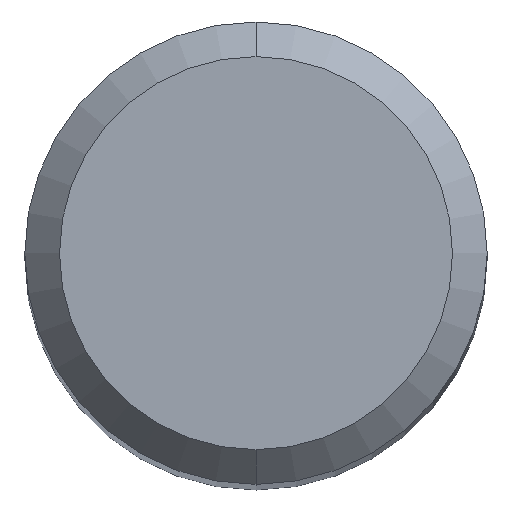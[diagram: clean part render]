
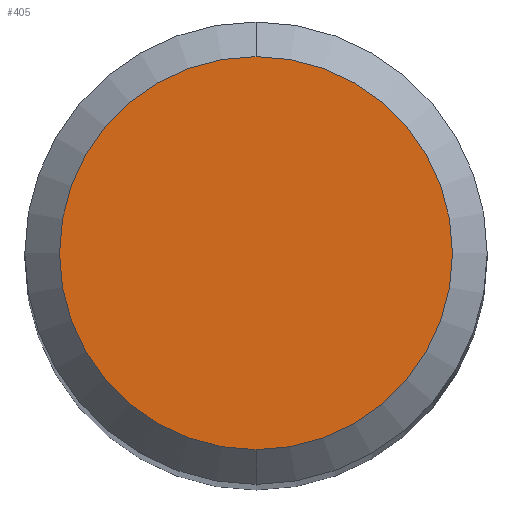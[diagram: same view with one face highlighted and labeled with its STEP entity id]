
A CAD part, top view. The second image highlights one B-rep face of the part: STEP entity #405.
In plain terms, the highlighted planar face has unit normal (0, 0, 1).
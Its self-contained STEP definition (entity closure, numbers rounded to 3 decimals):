
#197=EDGE_CURVE('',#373,#389,#490,.T.);
#373=VERTEX_POINT('',#685);
#389=VERTEX_POINT('',#703);
#393=EDGE_CURVE('',#389,#373,#707,.T.);
#405=ADVANCED_FACE('',(#719),#720,.T.);
#490=CIRCLE('',#831,1.7);
#685=CARTESIAN_POINT('',(0.,-1.7,0.0));
#703=CARTESIAN_POINT('',(0.0,1.7,0.0));
#707=CIRCLE('',#1283,1.7);
#719=FACE_OUTER_BOUND('',#1313,.T.);
#720=PLANE('',#1314);
#831=AXIS2_PLACEMENT_3D('',#1404,#1405,#1406);
#1283=AXIS2_PLACEMENT_3D('',#1663,#1664,#1665);
#1313=EDGE_LOOP('',(#1674,#1675));
#1314=AXIS2_PLACEMENT_3D('',#1676,#1677,#1678);
#1404=CARTESIAN_POINT('',(0.0,0.0,0.0));
#1405=DIRECTION('',(0.0,0.0,-1.0));
#1406=DIRECTION('',(0.0,1.0,0.0));
#1663=CARTESIAN_POINT('',(0.0,0.0,0.0));
#1664=DIRECTION('',(0.0,0.0,-1.0));
#1665=DIRECTION('',(0.0,1.0,0.0));
#1674=ORIENTED_EDGE('',*,*,#393,.F.);
#1675=ORIENTED_EDGE('',*,*,#197,.F.);
#1676=CARTESIAN_POINT('',(0.0,0.85,0.0));
#1677=DIRECTION('',(-0.0,0.0,1.0));
#1678=DIRECTION('',(0.0,-1.0,0.0));
